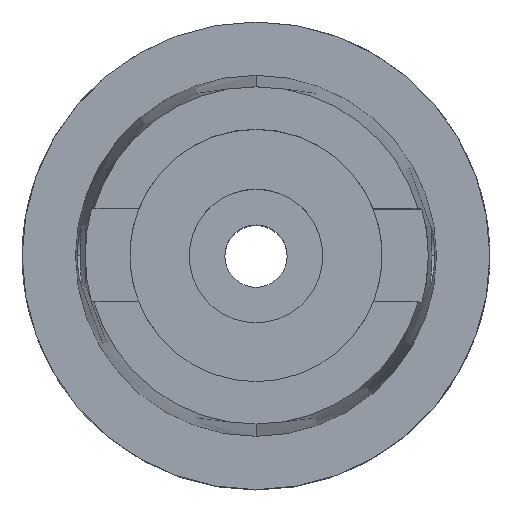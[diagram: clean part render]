
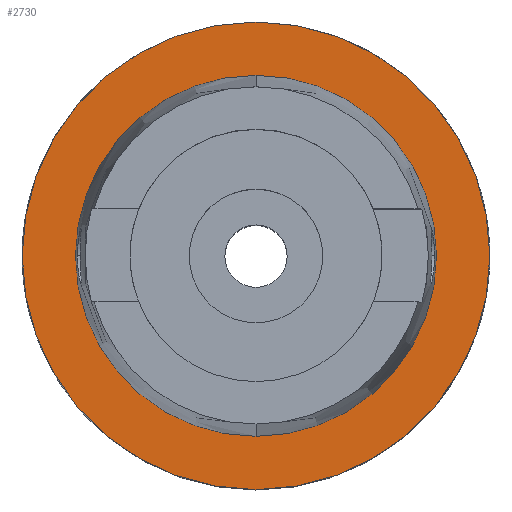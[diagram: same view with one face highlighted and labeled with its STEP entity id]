
A CAD part, top view. The second image highlights one B-rep face of the part: STEP entity #2730.
In plain terms, the highlighted planar face has unit normal (0, 0, 1).
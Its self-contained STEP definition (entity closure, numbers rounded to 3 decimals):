
#342=CARTESIAN_POINT('',(0.,0.,0.));
#343=DIRECTION('',(0.,0.,-1.));
#344=DIRECTION('',(0.,-1.,0.));
#345=AXIS2_PLACEMENT_3D('',#342,#343,#344);
#350=CARTESIAN_POINT('',(0.,0.,0.));
#351=DIRECTION('',(0.,0.,-1.));
#352=DIRECTION('',(0.,1.,0.));
#353=AXIS2_PLACEMENT_3D('',#350,#351,#352);
#358=CARTESIAN_POINT('',(0.,0.,0.));
#359=DIRECTION('',(0.,0.,1.));
#360=DIRECTION('',(0.,-1.,0.));
#361=AXIS2_PLACEMENT_3D('',#358,#359,#360);
#366=CARTESIAN_POINT('',(0.,0.,0.));
#367=DIRECTION('',(0.,0.,1.));
#368=DIRECTION('',(0.,1.,0.));
#369=AXIS2_PLACEMENT_3D('',#366,#367,#368);
#2204=CARTESIAN_POINT('',(0.,-24.315,0.));
#2205=VERTEX_POINT('',#2204);
#2206=CARTESIAN_POINT('',(0.,24.315,0.));
#2207=VERTEX_POINT('',#2206);
#2480=CARTESIAN_POINT('',(0.,31.5,0.));
#2481=VERTEX_POINT('',#2480);
#2482=CARTESIAN_POINT('',(0.,-31.5,0.));
#2483=VERTEX_POINT('',#2482);
#2715=CARTESIAN_POINT('',(0.,0.,0.));
#2716=DIRECTION('',(0.,0.,1.));
#2717=DIRECTION('',(0.,1.,0.));
#2718=AXIS2_PLACEMENT_3D('',#2715,#2716,#2717);
#2719=PLANE('',#2718);
#2721=ORIENTED_EDGE('',*,*,#2720,.T.);
#2723=ORIENTED_EDGE('',*,*,#2722,.T.);
#2724=EDGE_LOOP('',(#2721,#2723));
#2725=FACE_OUTER_BOUND('',#2724,.F.);
#2726=ORIENTED_EDGE('',*,*,#2702,.T.);
#2727=ORIENTED_EDGE('',*,*,#2678,.T.);
#2728=EDGE_LOOP('',(#2726,#2727));
#2729=FACE_BOUND('',#2728,.F.);
#346=CIRCLE('',#345,31.5);
#354=CIRCLE('',#353,31.5);
#362=CIRCLE('',#361,24.315);
#370=CIRCLE('',#369,24.315);
#2678=EDGE_CURVE('',#2207,#2205,#370,.T.);
#2702=EDGE_CURVE('',#2205,#2207,#362,.T.);
#2720=EDGE_CURVE('',#2483,#2481,#346,.T.);
#2722=EDGE_CURVE('',#2481,#2483,#354,.T.);
#2730=ADVANCED_FACE('',(#2725,#2729),#2719,.T.);
